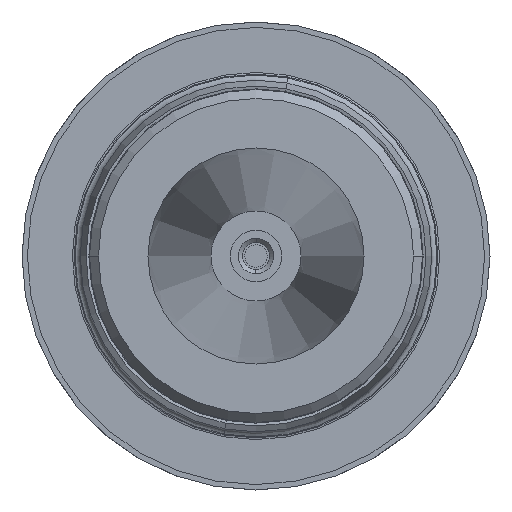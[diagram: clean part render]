
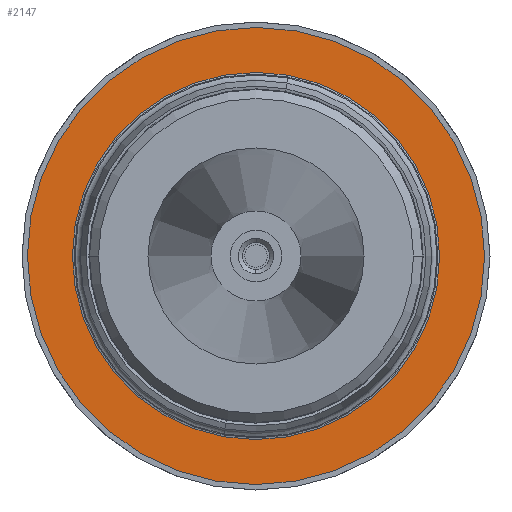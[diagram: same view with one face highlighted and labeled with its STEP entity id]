
A CAD part, front view. The second image highlights one B-rep face of the part: STEP entity #2147.
In plain terms, the highlighted planar face has unit normal (0, -1, 0).
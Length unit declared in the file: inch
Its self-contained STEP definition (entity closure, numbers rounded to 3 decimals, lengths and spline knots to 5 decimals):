
#9 = AXIS2_PLACEMENT_3D ( 'NONE', #2437, #2362, #2421 ) ;
#14 = AXIS2_PLACEMENT_3D ( 'NONE', #4014, #4013, #4011 ) ;
#42 = AXIS2_PLACEMENT_3D ( 'NONE', #5693, #5689, #5688 ) ;
#50 = AXIS2_PLACEMENT_3D ( 'NONE', #5681, #5680, #5683 ) ;
#216 = CARTESIAN_POINT ( 'NONE',  ( 0.22399, -2.47407, 1.25517 ) ) ;
#539 = CARTESIAN_POINT ( 'NONE',  ( -0.27889, -2.47407, -1.56281 ) ) ;
#1616 = EDGE_CURVE ( 'NONE', #4746, #5238, #2624, .T. ) ;
#1661 = EDGE_CURVE ( 'NONE', #5238, #4746, #2564, .T. ) ;
#1673 = EDGE_CURVE ( 'NONE', #4649, #4841, #2547, .T. ) ;
#1720 = EDGE_CURVE ( 'NONE', #4841, #4649, #2493, .T. ) ;
#1887 = CARTESIAN_POINT ( 'NONE',  ( 0.27889, -2.47407, 1.56281 ) ) ;
#2147 = ADVANCED_FACE ( 'NONE', ( #2454, #2482 ), #2355, .T. ) ;
#2228 = CARTESIAN_POINT ( 'NONE',  ( -0.22399, -2.47407, -1.25517 ) ) ;
#2355 = PLANE ( 'NONE',  #9 ) ;
#2362 = DIRECTION ( 'NONE',  ( 0., -1., 0. ) ) ;
#2421 = DIRECTION ( 'NONE',  ( -0.176, 0., -0.984 ) ) ;
#2437 = CARTESIAN_POINT ( 'NONE',  ( -1.56281, -2.47407, 0.27889 ) ) ;
#2454 = FACE_BOUND ( 'NONE', #5277, .T. ) ;
#2482 = FACE_OUTER_BOUND ( 'NONE', #4767, .T. ) ;
#2493 = CIRCLE ( 'NONE', #14, 1.275 ) ;
#2547 = CIRCLE ( 'NONE', #42, 1.275 ) ;
#2564 = CIRCLE ( 'NONE', #50, 1.5875 ) ;
#2624 = CIRCLE ( 'NONE', #5720, 1.5875 ) ;
#3064 = ORIENTED_EDGE ( 'NONE', *, *, #1720, .T. ) ;
#3067 = ORIENTED_EDGE ( 'NONE', *, *, #1673, .T. ) ;
#3068 = ORIENTED_EDGE ( 'NONE', *, *, #1616, .F. ) ;
#3094 = ORIENTED_EDGE ( 'NONE', *, *, #1661, .F. ) ;
#4011 = DIRECTION ( 'NONE',  ( 0.176, 0., 0.984 ) ) ;
#4013 = DIRECTION ( 'NONE',  ( 0., 1., 0. ) ) ;
#4014 = CARTESIAN_POINT ( 'NONE',  ( 0., -2.47407, 0. ) ) ;
#4649 = VERTEX_POINT ( 'NONE', #2228 ) ;
#4746 = VERTEX_POINT ( 'NONE', #1887 ) ;
#4767 = EDGE_LOOP ( 'NONE', ( #3068, #3094 ) ) ;
#4841 = VERTEX_POINT ( 'NONE', #216 ) ;
#5238 = VERTEX_POINT ( 'NONE', #539 ) ;
#5277 = EDGE_LOOP ( 'NONE', ( #3064, #3067 ) ) ;
#5680 = DIRECTION ( 'NONE',  ( 0., 1., 0. ) ) ;
#5681 = CARTESIAN_POINT ( 'NONE',  ( 0., -2.47407, 0. ) ) ;
#5683 = DIRECTION ( 'NONE',  ( 0.176, 0., 0.984 ) ) ;
#5688 = DIRECTION ( 'NONE',  ( 0.176, 0., 0.984 ) ) ;
#5689 = DIRECTION ( 'NONE',  ( 0., 1., 0. ) ) ;
#5693 = CARTESIAN_POINT ( 'NONE',  ( 0., -2.47407, 0. ) ) ;
#5720 = AXIS2_PLACEMENT_3D ( 'NONE', #5968, #5972, #5973 ) ;
#5968 = CARTESIAN_POINT ( 'NONE',  ( 0., -2.47407, 0. ) ) ;
#5972 = DIRECTION ( 'NONE',  ( 0., 1., 0. ) ) ;
#5973 = DIRECTION ( 'NONE',  ( 0.176, 0., 0.984 ) ) ;
